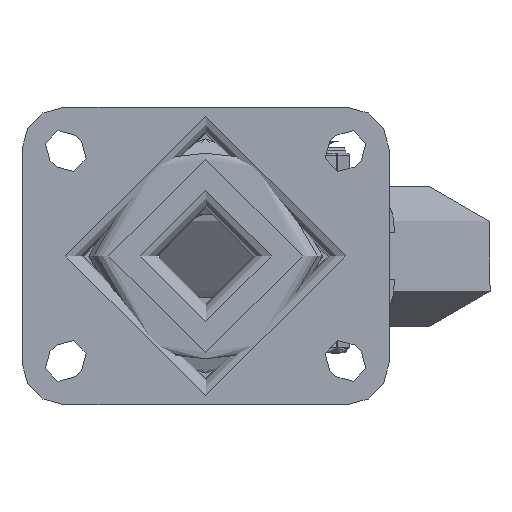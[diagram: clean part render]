
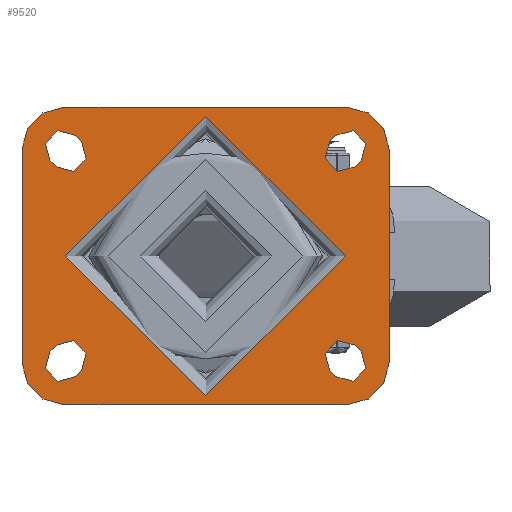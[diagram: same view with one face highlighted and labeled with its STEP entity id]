
A CAD part, top view. The second image highlights one B-rep face of the part: STEP entity #9520.
In plain terms, the highlighted planar face has unit normal (0, 0, 1).
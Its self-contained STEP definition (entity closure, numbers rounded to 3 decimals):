
#996=FACE_BOUND('',#3231,.T.);
#997=FACE_BOUND('',#3232,.T.);
#998=FACE_BOUND('',#3233,.T.);
#999=FACE_BOUND('',#3234,.T.);
#1000=FACE_BOUND('',#3235,.T.);
#1104=PLANE('',#10368);
#1352=LINE('',#14060,#1909);
#1353=LINE('',#14061,#1910);
#1354=LINE('',#14062,#1911);
#1355=LINE('',#14063,#1912);
#1356=LINE('',#14064,#1913);
#1357=LINE('',#14065,#1914);
#1358=LINE('',#14066,#1915);
#1359=LINE('',#14067,#1916);
#1360=LINE('',#14068,#1917);
#1361=LINE('',#14069,#1918);
#1362=LINE('',#14070,#1919);
#1363=LINE('',#14071,#1920);
#1909=VECTOR('',#11497,1000.);
#1910=VECTOR('',#11498,1000.);
#1911=VECTOR('',#11499,1000.);
#1912=VECTOR('',#11500,1000.);
#1913=VECTOR('',#11501,1000.);
#1914=VECTOR('',#11502,1000.);
#1915=VECTOR('',#11503,1000.);
#1916=VECTOR('',#11504,1000.);
#1917=VECTOR('',#11505,1000.);
#1918=VECTOR('',#11506,1000.);
#1919=VECTOR('',#11507,1000.);
#1920=VECTOR('',#11508,1000.);
#2640=FACE_OUTER_BOUND('',#3230,.T.);
#3230=EDGE_LOOP('',(#6762,#6763,#6764,#6765,#6766,#6767,#6768,#6769));
#3231=EDGE_LOOP('',(#6770));
#3232=EDGE_LOOP('',(#6771,#6772,#6773,#6774));
#3233=EDGE_LOOP('',(#6775,#6776,#6777,#6778));
#3234=EDGE_LOOP('',(#6779,#6780,#6781,#6782));
#3235=EDGE_LOOP('',(#6783,#6784,#6785,#6786));
#3895=CIRCLE('',#10292,5.125);
#3896=CIRCLE('',#10294,5.125);
#3899=CIRCLE('',#10298,5.125);
#3900=CIRCLE('',#10300,5.125);
#3902=CIRCLE('',#10303,5.125);
#3905=CIRCLE('',#10307,5.125);
#3906=CIRCLE('',#10309,5.125);
#3909=CIRCLE('',#10313,5.125);
#3910=CIRCLE('',#10315,12.);
#3912=CIRCLE('',#10318,12.);
#3914=CIRCLE('',#10321,12.);
#3916=CIRCLE('',#10324,12.);
#3919=CIRCLE('',#10329,40.);
#4335=VERTEX_POINT('',#13889);
#4336=VERTEX_POINT('',#13891);
#4337=VERTEX_POINT('',#13895);
#4338=VERTEX_POINT('',#13896);
#4343=VERTEX_POINT('',#13907);
#4344=VERTEX_POINT('',#13909);
#4345=VERTEX_POINT('',#13913);
#4346=VERTEX_POINT('',#13914);
#4349=VERTEX_POINT('',#13922);
#4350=VERTEX_POINT('',#13923);
#4355=VERTEX_POINT('',#13934);
#4356=VERTEX_POINT('',#13936);
#4357=VERTEX_POINT('',#13940);
#4358=VERTEX_POINT('',#13941);
#4363=VERTEX_POINT('',#13952);
#4364=VERTEX_POINT('',#13954);
#4365=VERTEX_POINT('',#13958);
#4366=VERTEX_POINT('',#13959);
#4369=VERTEX_POINT('',#13967);
#4370=VERTEX_POINT('',#13968);
#4373=VERTEX_POINT('',#13976);
#4374=VERTEX_POINT('',#13977);
#4377=VERTEX_POINT('',#13985);
#4378=VERTEX_POINT('',#13986);
#4382=VERTEX_POINT('',#13998);
#5244=EDGE_CURVE('',#4336,#4335,#3895,.T.);
#5246=EDGE_CURVE('',#4337,#4338,#3896,.T.);
#5252=EDGE_CURVE('',#4344,#4343,#3899,.T.);
#5254=EDGE_CURVE('',#4345,#4346,#3900,.T.);
#5258=EDGE_CURVE('',#4349,#4350,#3902,.T.);
#5264=EDGE_CURVE('',#4356,#4355,#3905,.T.);
#5266=EDGE_CURVE('',#4357,#4358,#3906,.T.);
#5272=EDGE_CURVE('',#4364,#4363,#3909,.T.);
#5274=EDGE_CURVE('',#4365,#4366,#3910,.T.);
#5278=EDGE_CURVE('',#4369,#4370,#3912,.T.);
#5282=EDGE_CURVE('',#4373,#4374,#3914,.T.);
#5286=EDGE_CURVE('',#4377,#4378,#3916,.T.);
#5292=EDGE_CURVE('',#4382,#4382,#3919,.T.);
#5321=EDGE_CURVE('',#4374,#4377,#1352,.T.);
#5322=EDGE_CURVE('',#4370,#4373,#1353,.T.);
#5323=EDGE_CURVE('',#4366,#4369,#1354,.T.);
#5324=EDGE_CURVE('',#4378,#4365,#1355,.T.);
#5325=EDGE_CURVE('',#4358,#4364,#1356,.T.);
#5326=EDGE_CURVE('',#4363,#4357,#1357,.T.);
#5327=EDGE_CURVE('',#4350,#4356,#1358,.T.);
#5328=EDGE_CURVE('',#4355,#4349,#1359,.T.);
#5329=EDGE_CURVE('',#4343,#4345,#1360,.T.);
#5330=EDGE_CURVE('',#4346,#4344,#1361,.T.);
#5331=EDGE_CURVE('',#4335,#4337,#1362,.T.);
#5332=EDGE_CURVE('',#4338,#4336,#1363,.T.);
#6762=ORIENTED_EDGE('',*,*,#5286,.F.);
#6763=ORIENTED_EDGE('',*,*,#5321,.F.);
#6764=ORIENTED_EDGE('',*,*,#5282,.F.);
#6765=ORIENTED_EDGE('',*,*,#5322,.F.);
#6766=ORIENTED_EDGE('',*,*,#5278,.F.);
#6767=ORIENTED_EDGE('',*,*,#5323,.F.);
#6768=ORIENTED_EDGE('',*,*,#5274,.F.);
#6769=ORIENTED_EDGE('',*,*,#5324,.F.);
#6770=ORIENTED_EDGE('',*,*,#5292,.F.);
#6771=ORIENTED_EDGE('',*,*,#5325,.T.);
#6772=ORIENTED_EDGE('',*,*,#5272,.T.);
#6773=ORIENTED_EDGE('',*,*,#5326,.T.);
#6774=ORIENTED_EDGE('',*,*,#5266,.T.);
#6775=ORIENTED_EDGE('',*,*,#5327,.T.);
#6776=ORIENTED_EDGE('',*,*,#5264,.T.);
#6777=ORIENTED_EDGE('',*,*,#5328,.T.);
#6778=ORIENTED_EDGE('',*,*,#5258,.T.);
#6779=ORIENTED_EDGE('',*,*,#5329,.T.);
#6780=ORIENTED_EDGE('',*,*,#5254,.T.);
#6781=ORIENTED_EDGE('',*,*,#5330,.T.);
#6782=ORIENTED_EDGE('',*,*,#5252,.T.);
#6783=ORIENTED_EDGE('',*,*,#5331,.T.);
#6784=ORIENTED_EDGE('',*,*,#5246,.T.);
#6785=ORIENTED_EDGE('',*,*,#5332,.T.);
#6786=ORIENTED_EDGE('',*,*,#5244,.T.);
#9520=ADVANCED_FACE('',(#2640,#996,#997,#998,#999,#1000),#1104,.T.);
#10292=AXIS2_PLACEMENT_3D('',#13892,#11315,#11316);
#10294=AXIS2_PLACEMENT_3D('',#13897,#11320,#11321);
#10298=AXIS2_PLACEMENT_3D('',#13910,#11331,#11332);
#10300=AXIS2_PLACEMENT_3D('',#13915,#11336,#11337);
#10303=AXIS2_PLACEMENT_3D('',#13924,#11344,#11345);
#10307=AXIS2_PLACEMENT_3D('',#13937,#11355,#11356);
#10309=AXIS2_PLACEMENT_3D('',#13942,#11360,#11361);
#10313=AXIS2_PLACEMENT_3D('',#13955,#11371,#11372);
#10315=AXIS2_PLACEMENT_3D('',#13960,#11376,#11377);
#10318=AXIS2_PLACEMENT_3D('',#13969,#11384,#11385);
#10321=AXIS2_PLACEMENT_3D('',#13978,#11392,#11393);
#10324=AXIS2_PLACEMENT_3D('',#13987,#11400,#11401);
#10329=AXIS2_PLACEMENT_3D('',#13999,#11413,#11414);
#10368=AXIS2_PLACEMENT_3D('',#14059,#11495,#11496);
#11315=DIRECTION('center_axis',(0.,0.,-1.));
#11316=DIRECTION('ref_axis',(-1.,0.,0.));
#11320=DIRECTION('center_axis',(0.,0.,-1.));
#11321=DIRECTION('ref_axis',(-1.,0.,0.));
#11331=DIRECTION('center_axis',(0.,0.,-1.));
#11332=DIRECTION('ref_axis',(-1.,0.,0.));
#11336=DIRECTION('center_axis',(0.,0.,-1.));
#11337=DIRECTION('ref_axis',(-1.,0.,0.));
#11344=DIRECTION('center_axis',(0.,0.,-1.));
#11345=DIRECTION('ref_axis',(1.,0.,0.));
#11355=DIRECTION('center_axis',(0.,0.,-1.));
#11356=DIRECTION('ref_axis',(1.,0.,0.));
#11360=DIRECTION('center_axis',(0.,0.,-1.));
#11361=DIRECTION('ref_axis',(1.,0.,0.));
#11371=DIRECTION('center_axis',(0.,0.,-1.));
#11372=DIRECTION('ref_axis',(1.,0.,0.));
#11376=DIRECTION('center_axis',(0.,0.,-1.));
#11377=DIRECTION('ref_axis',(-0.707,0.707,0.));
#11384=DIRECTION('center_axis',(0.,0.,-1.));
#11385=DIRECTION('ref_axis',(0.707,0.707,0.));
#11392=DIRECTION('center_axis',(0.,0.,-1.));
#11393=DIRECTION('ref_axis',(0.707,-0.707,0.));
#11400=DIRECTION('center_axis',(0.,0.,-1.));
#11401=DIRECTION('ref_axis',(-0.707,-0.707,0.));
#11413=DIRECTION('center_axis',(0.,0.,1.));
#11414=DIRECTION('ref_axis',(1.,0.,0.));
#11495=DIRECTION('center_axis',(0.,0.,1.));
#11496=DIRECTION('ref_axis',(1.,0.,0.));
#11497=DIRECTION('',(-1.,0.,0.));
#11498=DIRECTION('',(0.,-1.,0.));
#11499=DIRECTION('',(1.,0.,0.));
#11500=DIRECTION('',(0.,1.,0.));
#11501=DIRECTION('',(-0.707,0.707,0.));
#11502=DIRECTION('',(0.707,-0.707,0.));
#11503=DIRECTION('',(-0.707,-0.707,0.));
#11504=DIRECTION('',(0.707,0.707,0.));
#11505=DIRECTION('',(-0.707,-0.707,0.));
#11506=DIRECTION('',(0.707,0.707,0.));
#11507=DIRECTION('',(-0.707,0.707,0.));
#11508=DIRECTION('',(0.707,-0.707,0.));
#13889=CARTESIAN_POINT('',(37.26,-34.508,0.));
#13891=CARTESIAN_POINT('',(44.508,-27.26,0.));
#13892=CARTESIAN_POINT('Origin',(40.884,-30.884,0.));
#13895=CARTESIAN_POINT('',(35.492,-32.74,0.));
#13896=CARTESIAN_POINT('',(42.74,-25.492,0.));
#13897=CARTESIAN_POINT('Origin',(39.116,-29.116,0.));
#13907=CARTESIAN_POINT('',(44.508,27.26,0.));
#13909=CARTESIAN_POINT('',(37.26,34.508,0.));
#13910=CARTESIAN_POINT('Origin',(40.884,30.884,0.));
#13913=CARTESIAN_POINT('',(42.74,25.492,0.));
#13914=CARTESIAN_POINT('',(35.492,32.74,0.));
#13915=CARTESIAN_POINT('Origin',(39.116,29.116,0.));
#13922=CARTESIAN_POINT('',(-42.74,-25.492,0.));
#13923=CARTESIAN_POINT('',(-35.492,-32.74,0.));
#13924=CARTESIAN_POINT('Origin',(-39.116,-29.116,0.));
#13934=CARTESIAN_POINT('',(-44.508,-27.26,0.));
#13936=CARTESIAN_POINT('',(-37.26,-34.508,0.));
#13937=CARTESIAN_POINT('Origin',(-40.884,-30.884,0.));
#13940=CARTESIAN_POINT('',(-35.492,32.74,0.));
#13941=CARTESIAN_POINT('',(-42.74,25.492,0.));
#13942=CARTESIAN_POINT('Origin',(-39.116,29.116,0.));
#13952=CARTESIAN_POINT('',(-37.26,34.508,0.));
#13954=CARTESIAN_POINT('',(-44.508,27.26,0.));
#13955=CARTESIAN_POINT('Origin',(-40.884,30.884,0.));
#13958=CARTESIAN_POINT('',(-52.5,30.5,0.));
#13959=CARTESIAN_POINT('',(-40.5,42.5,0.));
#13960=CARTESIAN_POINT('Origin',(-40.5,30.5,0.));
#13967=CARTESIAN_POINT('',(40.5,42.5,0.));
#13968=CARTESIAN_POINT('',(52.5,30.5,0.));
#13969=CARTESIAN_POINT('Origin',(40.5,30.5,0.));
#13976=CARTESIAN_POINT('',(52.5,-30.5,0.));
#13977=CARTESIAN_POINT('',(40.5,-42.5,0.));
#13978=CARTESIAN_POINT('Origin',(40.5,-30.5,0.));
#13985=CARTESIAN_POINT('',(-40.5,-42.5,0.));
#13986=CARTESIAN_POINT('',(-52.5,-30.5,0.));
#13987=CARTESIAN_POINT('Origin',(-40.5,-30.5,0.));
#13998=CARTESIAN_POINT('',(40.,0.,0.));
#13999=CARTESIAN_POINT('Origin',(0.,0.,0.));
#14059=CARTESIAN_POINT('Origin',(0.,0.,0.));
#14060=CARTESIAN_POINT('',(52.5,-42.5,0.));
#14061=CARTESIAN_POINT('',(52.5,42.5,0.));
#14062=CARTESIAN_POINT('',(-52.5,42.5,0.));
#14063=CARTESIAN_POINT('',(-52.5,-42.5,0.));
#14064=CARTESIAN_POINT('',(-44.508,27.26,0.));
#14065=CARTESIAN_POINT('',(-37.26,34.508,0.));
#14066=CARTESIAN_POINT('',(-37.26,-34.508,0.));
#14067=CARTESIAN_POINT('',(-44.508,-27.26,0.));
#14068=CARTESIAN_POINT('',(44.508,27.26,0.));
#14069=CARTESIAN_POINT('',(37.26,34.508,0.));
#14070=CARTESIAN_POINT('',(37.26,-34.508,0.));
#14071=CARTESIAN_POINT('',(44.508,-27.26,0.));
